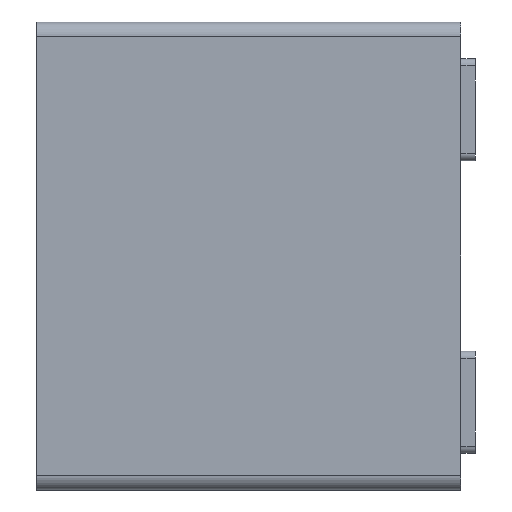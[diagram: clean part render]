
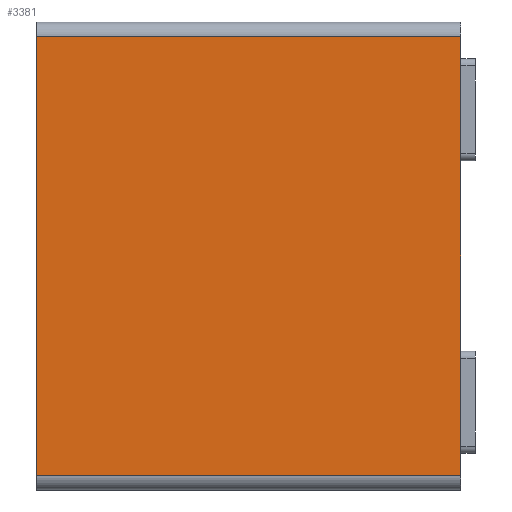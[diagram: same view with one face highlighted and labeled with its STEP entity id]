
A CAD part, left-side view. The second image highlights one B-rep face of the part: STEP entity #3381.
In plain terms, the highlighted planar face has unit normal (-1, 0, 0).
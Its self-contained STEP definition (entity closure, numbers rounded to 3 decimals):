
#84 = LINE ( 'NONE', #3576, #2700 ) ;
#368 = VERTEX_POINT ( 'NONE', #2143 ) ;
#581 = FACE_OUTER_BOUND ( 'NONE', #3155, .T. ) ;
#650 = CARTESIAN_POINT ( 'NONE',  ( -3.3, -5.8, -3. ) ) ;
#1012 = ORIENTED_EDGE ( 'NONE', *, *, #1677, .F. ) ;
#1093 = CARTESIAN_POINT ( 'NONE',  ( -3.3, 0., 3.2 ) ) ;
#1154 = VERTEX_POINT ( 'NONE', #4288 ) ;
#1302 = LINE ( 'NONE', #4056, #3938 ) ;
#1370 = LINE ( 'NONE', #1093, #3901 ) ;
#1438 = DIRECTION ( 'NONE',  ( 0., 0., 1. ) ) ;
#1677 = EDGE_CURVE ( 'NONE', #2799, #1154, #1370, .T. ) ;
#1697 = DIRECTION ( 'NONE',  ( 0., 0., 1. ) ) ;
#1879 = AXIS2_PLACEMENT_3D ( 'NONE', #3763, #4487, #1697 ) ;
#2143 = CARTESIAN_POINT ( 'NONE',  ( -3.3, -5.8, 3. ) ) ;
#2315 = EDGE_CURVE ( 'NONE', #368, #1154, #84, .T. ) ;
#2657 = DIRECTION ( 'NONE',  ( 0., -1., 0. ) ) ;
#2672 = DIRECTION ( 'NONE',  ( 0., 0., 1. ) ) ;
#2700 = VECTOR ( 'NONE', #2896, 1000. ) ;
#2799 = VERTEX_POINT ( 'NONE', #4417 ) ;
#2849 = VERTEX_POINT ( 'NONE', #650 ) ;
#2896 = DIRECTION ( 'NONE',  ( 0., 1., 0. ) ) ;
#2985 = CARTESIAN_POINT ( 'NONE',  ( -3.3, -5.8, 3.2 ) ) ;
#3120 = PLANE ( 'NONE',  #1879 ) ;
#3155 = EDGE_LOOP ( 'NONE', ( #1012, #3854, #3227, #3609 ) ) ;
#3227 = ORIENTED_EDGE ( 'NONE', *, *, #3840, .T. ) ;
#3381 = ADVANCED_FACE ( 'NONE', ( #581 ), #3120, .T. ) ;
#3576 = CARTESIAN_POINT ( 'NONE',  ( -3.3, -5.8, 3. ) ) ;
#3609 = ORIENTED_EDGE ( 'NONE', *, *, #2315, .T. ) ;
#3763 = CARTESIAN_POINT ( 'NONE',  ( -3.3, -5.8, 3.2 ) ) ;
#3840 = EDGE_CURVE ( 'NONE', #2849, #368, #4240, .T. ) ;
#3849 = VECTOR ( 'NONE', #2672, 1000. ) ;
#3854 = ORIENTED_EDGE ( 'NONE', *, *, #4504, .T. ) ;
#3901 = VECTOR ( 'NONE', #1438, 1000. ) ;
#3938 = VECTOR ( 'NONE', #2657, 1000. ) ;
#4056 = CARTESIAN_POINT ( 'NONE',  ( -3.3, -5.8, -3. ) ) ;
#4240 = LINE ( 'NONE', #2985, #3849 ) ;
#4288 = CARTESIAN_POINT ( 'NONE',  ( -3.3, 0., 3. ) ) ;
#4417 = CARTESIAN_POINT ( 'NONE',  ( -3.3, 0., -3. ) ) ;
#4487 = DIRECTION ( 'NONE',  ( -1., 0., 0. ) ) ;
#4504 = EDGE_CURVE ( 'NONE', #2799, #2849, #1302, .T. ) ;
